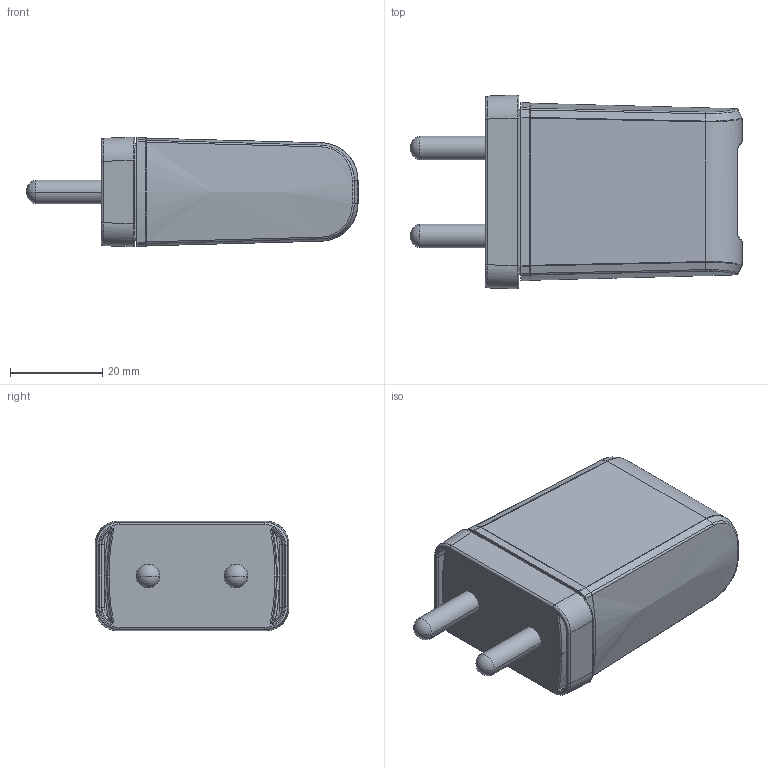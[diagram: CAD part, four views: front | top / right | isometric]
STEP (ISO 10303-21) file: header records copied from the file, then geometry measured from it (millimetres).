
FILE_DESCRIPTION((''),'2;1');
FILE_NAME('GTM86100-10VV-W2H-USB_ASM','2022-09-23T10:10:29',('jirenqiang'),(''),'CREO PARAMETRIC BY PTC INC, 2018050','CREO PARAMETRIC BY PTC INC, 2018050','');
FILE_SCHEMA(('CONFIG_CONTROL_DESIGN'));
Length unit declared in the file: millimetre
Products named in the file (6): TOP__3; BOT-IN; PINPIN_5; PINPIN_6; PINPIN_5_ASM; GTM86100-10VV-W2H-USB_ASM
Assembly tree (5 placements, depth 3):
  GTM86100-10VV-W2H-USB_ASM
    TOP__3
    BOT-IN
    PINPIN_5_ASM
      PINPIN_5
      PINPIN_6
Bounding box: 72.1 x 42.09 x 23.79 mm (x, y, z)
Volume: 16247.8 mm3; surface area: 17171.5 mm2
Topology: 4 solids, 4 shells, 584 faces, 1495 edges, 935 vertices
Faces by surface type: plane 232, cylinder 146, bspline 72, torus 66, cone 61, sphere 7
Entity records: 24051 total; most frequent: CARTESIAN_POINT 10510, ORIENTED_EDGE 2976, DIRECTION 2564, EDGE_CURVE 1488, AXIS2_PLACEMENT_3D 944, VERTEX_POINT 935, VECTOR 676, LINE 676
